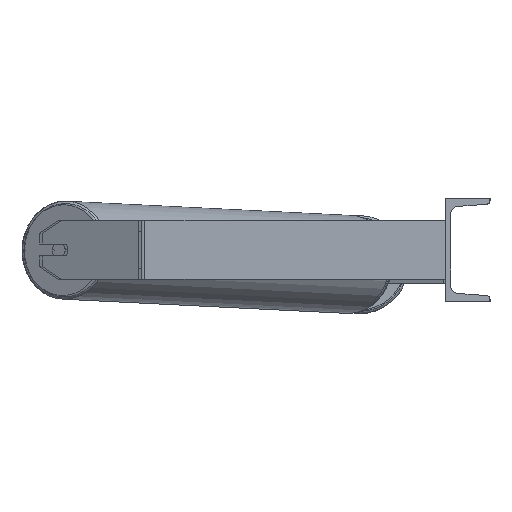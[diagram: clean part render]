
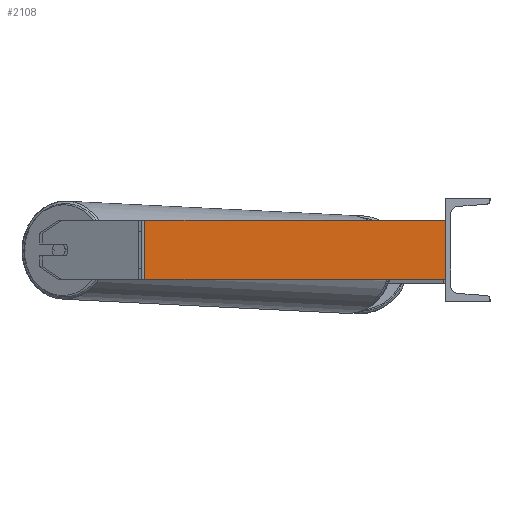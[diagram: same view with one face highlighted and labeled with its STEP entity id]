
A CAD part, left-side view. The second image highlights one B-rep face of the part: STEP entity #2108.
In plain terms, the highlighted planar face has unit normal (-1, 0, 0).
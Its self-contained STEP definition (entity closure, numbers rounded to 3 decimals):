
#249 = LINE ( 'NONE', #4425, #1752 ) ;
#377 = CARTESIAN_POINT ( 'NONE',  ( -1185., 0., 40. ) ) ;
#760 = ORIENTED_EDGE ( 'NONE', *, *, #8138, .T. ) ;
#1132 = ORIENTED_EDGE ( 'NONE', *, *, #2550, .F. ) ;
#1136 = FACE_OUTER_BOUND ( 'NONE', #7690, .T. ) ;
#1441 = DIRECTION ( 'NONE',  ( 0., -1., 0. ) ) ;
#1743 = AXIS2_PLACEMENT_3D ( 'NONE', #2591, #3903, #4044 ) ;
#1752 = VECTOR ( 'NONE', #8609, 1000. ) ;
#2108 = ADVANCED_FACE ( 'NONE', ( #1136 ), #7458, .F. ) ;
#2126 = LINE ( 'NONE', #7662, #6489 ) ;
#2464 = CARTESIAN_POINT ( 'NONE',  ( -1185., 411.929, 40. ) ) ;
#2550 = EDGE_CURVE ( 'NONE', #4793, #7717, #249, .T. ) ;
#2591 = CARTESIAN_POINT ( 'NONE',  ( -1185., 411.929, 40. ) ) ;
#2709 = ORIENTED_EDGE ( 'NONE', *, *, #7309, .T. ) ;
#3079 = CARTESIAN_POINT ( 'NONE',  ( -1185., 407.641, -40. ) ) ;
#3455 = VECTOR ( 'NONE', #6710, 1000. ) ;
#3558 = VECTOR ( 'NONE', #5900, 1000. ) ;
#3903 = DIRECTION ( 'NONE',  ( 1., 0., 0. ) ) ;
#4044 = DIRECTION ( 'NONE',  ( 0., 0., -1. ) ) ;
#4420 = ORIENTED_EDGE ( 'NONE', *, *, #5036, .F. ) ;
#4425 = CARTESIAN_POINT ( 'NONE',  ( -1185., 0., 40. ) ) ;
#4793 = VERTEX_POINT ( 'NONE', #377 ) ;
#5036 = EDGE_CURVE ( 'NONE', #5270, #4793, #7861, .T. ) ;
#5270 = VERTEX_POINT ( 'NONE', #5457 ) ;
#5457 = CARTESIAN_POINT ( 'NONE',  ( -1185., 407.641, 40. ) ) ;
#5900 = DIRECTION ( 'NONE',  ( 0., -1., 0. ) ) ;
#6433 = VERTEX_POINT ( 'NONE', #3079 ) ;
#6489 = VECTOR ( 'NONE', #1441, 1000. ) ;
#6666 = LINE ( 'NONE', #8703, #3455 ) ;
#6710 = DIRECTION ( 'NONE',  ( 0., 0., -1. ) ) ;
#7309 = EDGE_CURVE ( 'NONE', #5270, #6433, #6666, .T. ) ;
#7458 = PLANE ( 'NONE',  #1743 ) ;
#7662 = CARTESIAN_POINT ( 'NONE',  ( -1185., 411.929, -40. ) ) ;
#7690 = EDGE_LOOP ( 'NONE', ( #760, #1132, #4420, #2709 ) ) ;
#7717 = VERTEX_POINT ( 'NONE', #7729 ) ;
#7729 = CARTESIAN_POINT ( 'NONE',  ( -1185., 0., -40. ) ) ;
#7861 = LINE ( 'NONE', #2464, #3558 ) ;
#8138 = EDGE_CURVE ( 'NONE', #6433, #7717, #2126, .T. ) ;
#8609 = DIRECTION ( 'NONE',  ( 0., 0., -1. ) ) ;
#8703 = CARTESIAN_POINT ( 'NONE',  ( -1185., 407.641, 40. ) ) ;
